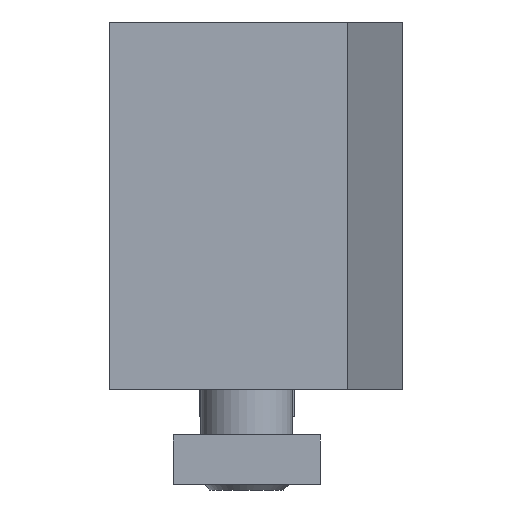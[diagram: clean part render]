
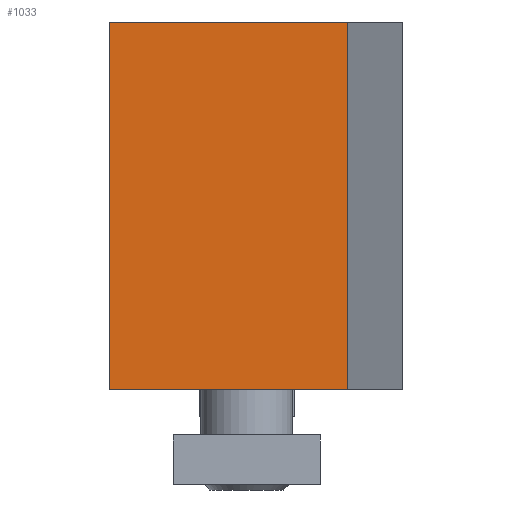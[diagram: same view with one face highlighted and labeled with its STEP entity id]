
A CAD part, front view. The second image highlights one B-rep face of the part: STEP entity #1033.
In plain terms, the highlighted planar face has unit normal (0, -1, 0).
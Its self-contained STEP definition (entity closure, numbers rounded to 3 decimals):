
#98=LINE('',#1645,#176);
#112=LINE('',#1685,#190);
#113=LINE('',#1688,#191);
#114=LINE('',#1689,#192);
#176=VECTOR('',#1341,13.);
#190=VECTOR('',#1387,20.);
#191=VECTOR('',#1390,13.);
#192=VECTOR('',#1391,20.);
#236=PLANE('',#1128);
#334=FACE_OUTER_BOUND('',#430,.T.);
#430=EDGE_LOOP('',(#889,#890,#891,#892));
#538=VERTEX_POINT('',#1643);
#539=VERTEX_POINT('',#1644);
#549=VERTEX_POINT('',#1683);
#550=VERTEX_POINT('',#1687);
#646=EDGE_CURVE('',#538,#539,#98,.T.);
#665=EDGE_CURVE('',#538,#549,#112,.T.);
#666=EDGE_CURVE('',#549,#550,#113,.T.);
#667=EDGE_CURVE('',#539,#550,#114,.T.);
#889=ORIENTED_EDGE('',*,*,#646,.F.);
#890=ORIENTED_EDGE('',*,*,#665,.T.);
#891=ORIENTED_EDGE('',*,*,#666,.T.);
#892=ORIENTED_EDGE('',*,*,#667,.F.);
#1033=ADVANCED_FACE('',(#334),#236,.T.);
#1128=AXIS2_PLACEMENT_3D('',#1686,#1388,#1389);
#1341=DIRECTION('',(-1.,0.,0.));
#1387=DIRECTION('',(0.,0.,1.));
#1388=DIRECTION('center_axis',(0.,-1.,0.));
#1389=DIRECTION('ref_axis',(0.,0.,-1.));
#1390=DIRECTION('',(-1.,0.,0.));
#1391=DIRECTION('',(0.,0.,1.));
#1643=CARTESIAN_POINT('',(0.06,34.833,0.));
#1644=CARTESIAN_POINT('',(-12.94,34.833,0.));
#1645=CARTESIAN_POINT('',(0.06,34.833,0.));
#1683=CARTESIAN_POINT('',(0.06,34.833,20.));
#1685=CARTESIAN_POINT('',(0.06,34.833,0.));
#1686=CARTESIAN_POINT('Origin',(0.06,34.833,0.));
#1687=CARTESIAN_POINT('',(-12.94,34.833,20.));
#1688=CARTESIAN_POINT('',(0.06,34.833,20.));
#1689=CARTESIAN_POINT('',(-12.94,34.833,0.));
